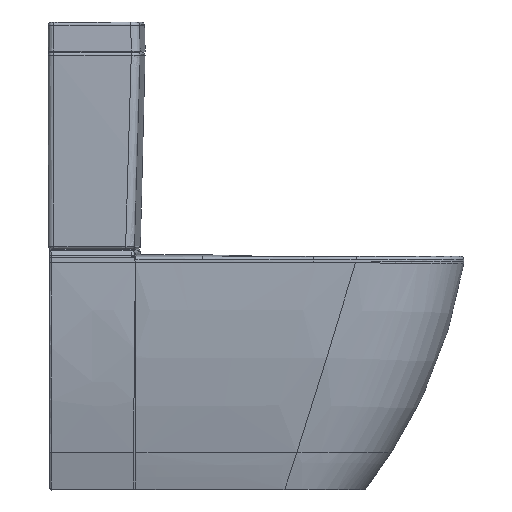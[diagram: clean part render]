
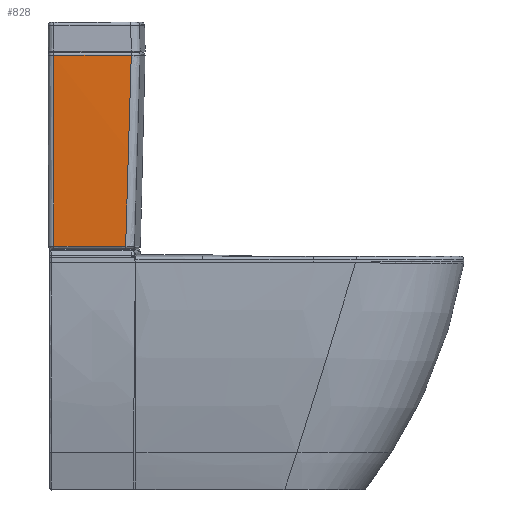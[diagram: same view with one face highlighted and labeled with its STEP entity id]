
A CAD part, left-side view. The second image highlights one B-rep face of the part: STEP entity #828.
In plain terms, the highlighted free-form (B-spline) face has degree [3, 3] with [8, 6] control points.
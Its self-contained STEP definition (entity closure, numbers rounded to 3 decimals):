
#259=B_SPLINE_SURFACE_WITH_KNOTS('',3,3,((#45292,#45293,#45294,#45295,#45296,
#45297),(#45298,#45299,#45300,#45301,#45302,#45303),(#45304,#45305,#45306,
#45307,#45308,#45309),(#45310,#45311,#45312,#45313,#45314,#45315),(#45316,
#45317,#45318,#45319,#45320,#45321),(#45322,#45323,#45324,#45325,#45326,
#45327),(#45328,#45329,#45330,#45331,#45332,#45333),(#45334,#45335,#45336,
#45337,#45338,#45339)),.UNSPECIFIED.,.F.,.F.,.F.,(4,1,3,4),(4,1,1,4),(0.,
0.474,0.948,1.),(0.,0.5,0.849,1.),
 .UNSPECIFIED.);
#828=ADVANCED_FACE('',(#1172),#259,.T.);
#1172=FACE_OUTER_BOUND('',#1497,.T.);
#1497=EDGE_LOOP('',(#2952,#2953,#2954,#2955));
#2952=ORIENTED_EDGE('',*,*,#4453,.T.);
#2953=ORIENTED_EDGE('',*,*,#4460,.T.);
#2954=ORIENTED_EDGE('',*,*,#4461,.T.);
#2955=ORIENTED_EDGE('',*,*,#4457,.T.);
#3665=VERTEX_POINT('',#44878);
#3677=VERTEX_POINT('',#45123);
#3678=VERTEX_POINT('',#45152);
#3680=VERTEX_POINT('',#45273);
#4453=EDGE_CURVE('',#3678,#3677,#5132,.T.);
#4457=EDGE_CURVE('',#3665,#3678,#5135,.T.);
#4460=EDGE_CURVE('',#3677,#3680,#5138,.T.);
#4461=EDGE_CURVE('',#3680,#3665,#5139,.T.);
#5132=B_SPLINE_CURVE_WITH_KNOTS('',3,(#45124,#45125,#45126,#45127,#45128,
#45129,#45130,#45131,#45132,#45133,#45134,#45135,#45136,#45137,#45138,#45139,
#45140,#45141,#45142,#45143,#45144,#45145,#45146,#45147,#45148,#45149,#45150,
#45151),.UNSPECIFIED.,.F.,.F.,(4,2,2,2,1,1,2,2,2,2,2,1,1,2,2,4),(0.,0.5,
0.504,0.508,0.516,0.531,
0.562,0.625,0.75,0.754,0.758,
0.766,0.781,0.812,0.875,
1.),.UNSPECIFIED.);
#5135=B_SPLINE_CURVE_WITH_KNOTS('',3,(#45215,#45216,#45217,#45218,#45219,
#45220),.UNSPECIFIED.,.F.,.F.,(4,2,4),(0.,0.5,1.),
 .UNSPECIFIED.);
#5138=B_SPLINE_CURVE_WITH_KNOTS('',3,(#45263,#45264,#45265,#45266,#45267,
#45268,#45269,#45270,#45271,#45272),.UNSPECIFIED.,.F.,.F.,(4,3,3,4),(0.,
0.075,0.377,1.),.UNSPECIFIED.);
#5139=B_SPLINE_CURVE_WITH_KNOTS('',3,(#45274,#45275,#45276,#45277,#45278,
#45279,#45280,#45281,#45282,#45283,#45284,#45285,#45286,#45287,#45288,#45289,
#45290,#45291),.UNSPECIFIED.,.F.,.F.,(4,2,2,2,1,1,1,2,2,1,4),(0.,0.25,
0.375,0.437,0.469,0.484,
0.492,0.494,0.496,0.5,
1.),.UNSPECIFIED.);
#44878=CARTESIAN_POINT('',(-184.314,-7.433,4.796));
#45123=CARTESIAN_POINT('',(-191.577,-140.076,332.011));
#45124=CARTESIAN_POINT('',(-185.104,-130.416,4.793));
#45125=CARTESIAN_POINT('',(-187.587,-132.164,64.526));
#45126=CARTESIAN_POINT('',(-189.148,-133.769,119.077));
#45127=CARTESIAN_POINT('',(-190.132,-135.237,168.808));
#45128=CARTESIAN_POINT('',(-190.139,-135.248,169.193));
#45129=CARTESIAN_POINT('',(-190.155,-135.271,169.963));
#45130=CARTESIAN_POINT('',(-190.164,-135.285,170.429));
#45131=CARTESIAN_POINT('',(-190.19,-135.324,171.777));
#45132=CARTESIAN_POINT('',(-190.242,-135.404,174.469));
#45133=CARTESIAN_POINT('',(-190.359,-135.589,180.718));
#45134=CARTESIAN_POINT('',(-190.453,-135.745,186.02));
#45135=CARTESIAN_POINT('',(-190.632,-136.057,196.555));
#45136=CARTESIAN_POINT('',(-190.739,-136.262,203.482));
#45137=CARTESIAN_POINT('',(-191.031,-136.868,223.98));
#45138=CARTESIAN_POINT('',(-191.182,-137.261,237.265));
#45139=CARTESIAN_POINT('',(-191.301,-137.656,250.573));
#45140=CARTESIAN_POINT('',(-191.304,-137.668,250.976));
#45141=CARTESIAN_POINT('',(-191.311,-137.692,251.781));
#45142=CARTESIAN_POINT('',(-191.314,-137.703,252.152));
#45143=CARTESIAN_POINT('',(-191.326,-137.743,253.51));
#45144=CARTESIAN_POINT('',(-191.349,-137.823,256.223));
#45145=CARTESIAN_POINT('',(-191.398,-138.01,262.517));
#45146=CARTESIAN_POINT('',(-191.434,-138.169,267.851));
#45147=CARTESIAN_POINT('',(-191.499,-138.483,278.439));
#45148=CARTESIAN_POINT('',(-191.531,-138.69,285.39));
#45149=CARTESIAN_POINT('',(-191.598,-139.3,305.923));
#45150=CARTESIAN_POINT('',(-191.604,-139.694,319.182));
#45151=CARTESIAN_POINT('',(-191.577,-140.076,332.011));
#45152=CARTESIAN_POINT('',(-185.104,-130.416,4.793));
#45215=CARTESIAN_POINT('',(-184.314,-7.433,4.796));
#45216=CARTESIAN_POINT('',(-184.472,-27.93,4.795));
#45217=CARTESIAN_POINT('',(-184.617,-48.427,4.794));
#45218=CARTESIAN_POINT('',(-184.88,-89.422,4.794));
#45219=CARTESIAN_POINT('',(-184.999,-109.919,4.793));
#45220=CARTESIAN_POINT('',(-185.104,-130.416,4.793));
#45263=CARTESIAN_POINT('',(-191.577,-140.076,332.011));
#45264=CARTESIAN_POINT('',(-191.562,-136.743,332.011));
#45265=CARTESIAN_POINT('',(-191.547,-133.409,332.011));
#45266=CARTESIAN_POINT('',(-191.53,-130.076,332.011));
#45267=CARTESIAN_POINT('',(-191.464,-116.743,332.01));
#45268=CARTESIAN_POINT('',(-191.385,-103.41,332.01));
#45269=CARTESIAN_POINT('',(-191.291,-90.077,332.01));
#45270=CARTESIAN_POINT('',(-191.097,-62.516,332.011));
#45271=CARTESIAN_POINT('',(-190.843,-34.956,332.012));
#45272=CARTESIAN_POINT('',(-190.529,-7.397,332.014));
#45273=CARTESIAN_POINT('',(-190.529,-7.397,332.014));
#45274=CARTESIAN_POINT('',(-190.529,-7.397,332.014));
#45275=CARTESIAN_POINT('',(-190.598,-7.401,307.879));
#45276=CARTESIAN_POINT('',(-190.556,-7.405,282.14));
#45277=CARTESIAN_POINT('',(-190.25,-7.411,241.128));
#45278=CARTESIAN_POINT('',(-190.108,-7.412,227.057));
#45279=CARTESIAN_POINT('',(-189.824,-7.415,205.349));
#45280=CARTESIAN_POINT('',(-189.717,-7.416,198.014));
#45281=CARTESIAN_POINT('',(-189.539,-7.417,186.86));
#45282=CARTESIAN_POINT('',(-189.445,-7.417,181.245));
#45283=CARTESIAN_POINT('',(-189.326,-7.418,174.63));
#45284=CARTESIAN_POINT('',(-189.269,-7.419,171.543));
#45285=CARTESIAN_POINT('',(-189.247,-7.419,170.353));
#45286=CARTESIAN_POINT('',(-189.238,-7.419,169.877));
#45287=CARTESIAN_POINT('',(-189.234,-7.419,169.683));
#45288=CARTESIAN_POINT('',(-189.223,-7.419,169.105));
#45289=CARTESIAN_POINT('',(-188.283,-7.424,119.378));
#45290=CARTESIAN_POINT('',(-186.752,-7.429,64.432));
#45291=CARTESIAN_POINT('',(-184.314,-7.433,4.796));
#45292=CARTESIAN_POINT('',(-180.077,107.102,678.638));
#45293=CARTESIAN_POINT('',(-181.566,72.234,678.632));
#45294=CARTESIAN_POINT('',(-184.094,13.011,678.62));
#45295=CARTESIAN_POINT('',(-185.201,-56.754,678.607));
#45296=CARTESIAN_POINT('',(-185.222,-91.638,678.6));
#45297=CARTESIAN_POINT('',(-185.2,-102.156,678.598));
#45298=CARTESIAN_POINT('',(-183.108,152.88,563.394));
#45299=CARTESIAN_POINT('',(-184.592,102.753,563.39));
#45300=CARTESIAN_POINT('',(-187.112,17.611,563.383));
#45301=CARTESIAN_POINT('',(-188.251,-82.67,563.374));
#45302=CARTESIAN_POINT('',(-188.294,-132.813,563.37));
#45303=CARTESIAN_POINT('',(-188.28,-147.931,563.368));
#45304=CARTESIAN_POINT('',(-189.169,244.437,332.905));
#45305=CARTESIAN_POINT('',(-190.644,163.79,332.906));
#45306=CARTESIAN_POINT('',(-193.147,26.812,332.907));
#45307=CARTESIAN_POINT('',(-194.351,-134.503,332.908));
#45308=CARTESIAN_POINT('',(-194.44,-215.163,332.908));
#45309=CARTESIAN_POINT('',(-194.44,-239.482,332.908));
#45310=CARTESIAN_POINT('',(-184.564,335.987,102.389));
#45311=CARTESIAN_POINT('',(-186.029,224.823,102.392));
#45312=CARTESIAN_POINT('',(-188.516,36.011,102.398));
#45313=CARTESIAN_POINT('',(-189.785,-186.333,102.404));
#45314=CARTESIAN_POINT('',(-189.919,-297.506,102.408));
#45315=CARTESIAN_POINT('',(-189.933,-331.026,102.409));
#45316=CARTESIAN_POINT('',(-179.597,381.715,-12.74));
#45317=CARTESIAN_POINT('',(-181.057,255.308,-12.74));
#45318=CARTESIAN_POINT('',(-183.537,40.606,-12.74));
#45319=CARTESIAN_POINT('',(-184.837,-212.221,-12.74));
#45320=CARTESIAN_POINT('',(-184.994,-338.636,-12.74));
#45321=CARTESIAN_POINT('',(-185.015,-376.751,-12.74));
#45322=CARTESIAN_POINT('',(-179.055,386.713,-25.323));
#45323=CARTESIAN_POINT('',(-180.514,258.64,-25.324));
#45324=CARTESIAN_POINT('',(-182.992,41.109,-25.324));
#45325=CARTESIAN_POINT('',(-184.297,-215.05,-25.325));
#45326=CARTESIAN_POINT('',(-184.456,-343.131,-25.326));
#45327=CARTESIAN_POINT('',(-184.478,-381.749,-25.326));
#45328=CARTESIAN_POINT('',(-178.512,391.711,-37.907));
#45329=CARTESIAN_POINT('',(-179.97,261.972,-37.908));
#45330=CARTESIAN_POINT('',(-182.448,41.611,-37.909));
#45331=CARTESIAN_POINT('',(-183.756,-217.88,-37.91));
#45332=CARTESIAN_POINT('',(-183.917,-347.627,-37.911));
#45333=CARTESIAN_POINT('',(-183.94,-386.746,-37.911));
#45334=CARTESIAN_POINT('',(-177.969,396.709,-50.49));
#45335=CARTESIAN_POINT('',(-179.427,265.304,-50.491));
#45336=CARTESIAN_POINT('',(-181.904,42.113,-50.493));
#45337=CARTESIAN_POINT('',(-183.215,-220.709,-50.495));
#45338=CARTESIAN_POINT('',(-183.379,-352.122,-50.496));
#45339=CARTESIAN_POINT('',(-183.403,-391.744,-50.497));
